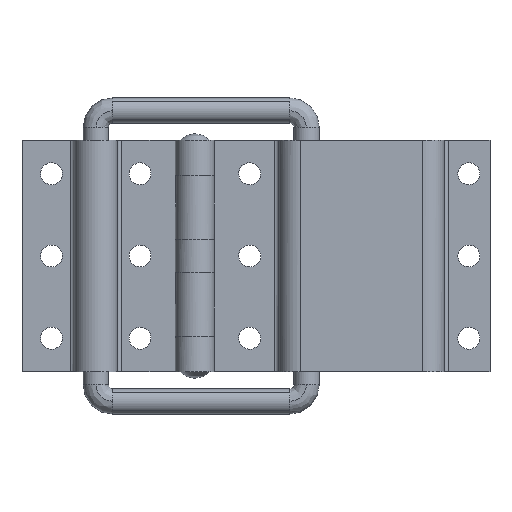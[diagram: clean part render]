
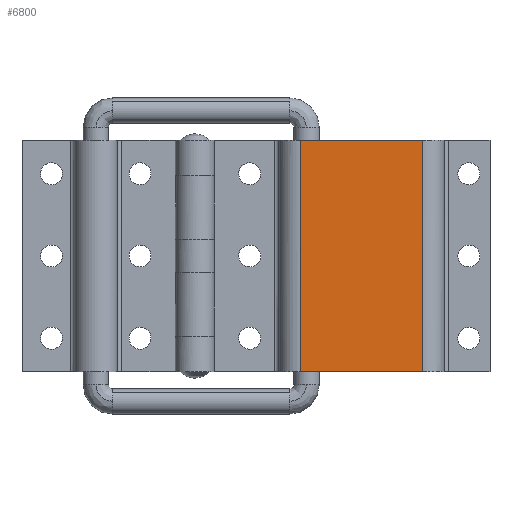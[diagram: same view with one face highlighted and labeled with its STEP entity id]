
A CAD part, front view. The second image highlights one B-rep face of the part: STEP entity #6800.
In plain terms, the highlighted free-form (B-spline) face has degree [1, 1] with [2, 2] control points.
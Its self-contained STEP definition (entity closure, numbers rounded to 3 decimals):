
#5944=CARTESIAN_POINT('',(25.,-3.9,55.0));
#5945=VERTEX_POINT('',#5944);
#5966=CARTESIAN_POINT('',(25.,-3.9,0.0));
#5967=VERTEX_POINT('',#5966);
#5981=CARTESIAN_POINT('',(25.,-3.9,55.0));
#5982=CARTESIAN_POINT('',(25.,-3.9,0.0));
#5983=QUASI_UNIFORM_CURVE('',1,(#5981,#5982),.UNSPECIFIED.,.F.,.U.);
#5984=EDGE_CURVE('',#5945,#5967,#5983,.T.);
#6003=CARTESIAN_POINT('',(54.,-3.9,55.0));
#6004=VERTEX_POINT('',#6003);
#6020=CARTESIAN_POINT('',(54.,-3.9,0.0));
#6021=VERTEX_POINT('',#6020);
#6022=CARTESIAN_POINT('',(54.,-3.9,0.0));
#6023=CARTESIAN_POINT('',(54.,-3.9,55.0));
#6024=QUASI_UNIFORM_CURVE('',1,(#6022,#6023),.UNSPECIFIED.,.F.,.U.);
#6025=EDGE_CURVE('',#6021,#6004,#6024,.T.);
#6427=CARTESIAN_POINT('',(54.,-3.9,0.0));
#6428=CARTESIAN_POINT('',(25.,-3.9,0.0));
#6429=QUASI_UNIFORM_CURVE('',1,(#6427,#6428),.UNSPECIFIED.,.F.,.U.);
#6430=EDGE_CURVE('',#6021,#5967,#6429,.T.);
#6547=CARTESIAN_POINT('',(54.,-3.9,55.0));
#6548=CARTESIAN_POINT('',(25.,-3.9,55.0));
#6549=QUASI_UNIFORM_CURVE('',1,(#6547,#6548),.UNSPECIFIED.,.F.,.U.);
#6550=EDGE_CURVE('',#6004,#5945,#6549,.T.);
#6789=CARTESIAN_POINT('',(23.551,-3.9,57.747));
#6790=CARTESIAN_POINT('',(23.551,-3.9,-2.747));
#6791=CARTESIAN_POINT('',(55.449,-3.9,57.747));
#6792=CARTESIAN_POINT('',(55.449,-3.9,-2.747));
#6793=B_SPLINE_SURFACE_WITH_KNOTS('',1,1,((#6789,#6791),(#6790,#6792)),.UNSPECIFIED.,.F.,.F.,.U.,(2,2),(2,2),(0.0,60.495),(0.0,31.897),.UNSPECIFIED.);
#6794=ORIENTED_EDGE('',*,*,#6430,.F.);
#6795=ORIENTED_EDGE('',*,*,#6025,.T.);
#6796=ORIENTED_EDGE('',*,*,#6550,.T.);
#6797=ORIENTED_EDGE('',*,*,#5984,.T.);
#6798=EDGE_LOOP('',(#6794,#6795,#6796,#6797));
#6799=FACE_OUTER_BOUND('',#6798,.T.);
#6800=ADVANCED_FACE('',(#6799),#6793,.T.);
